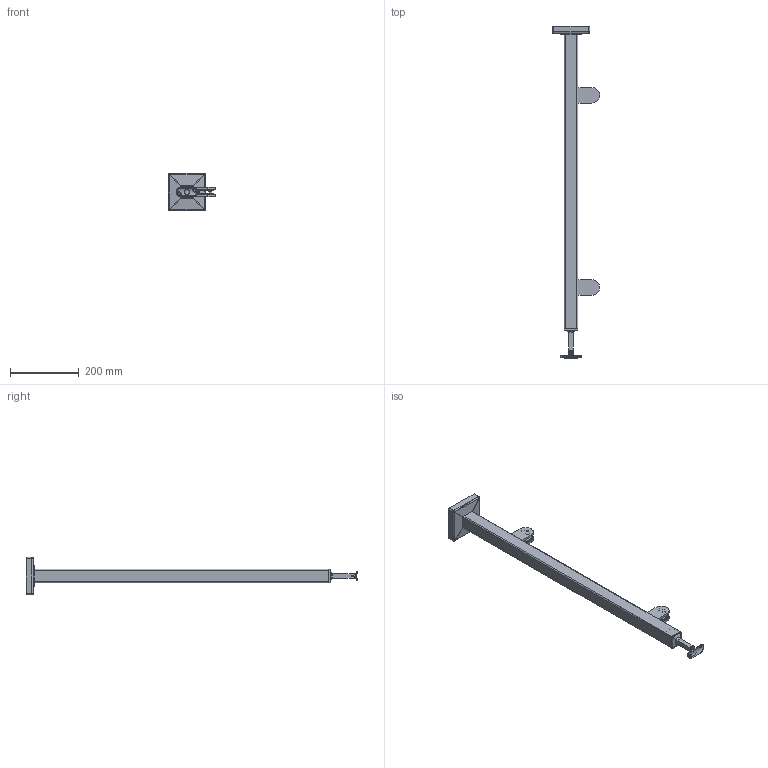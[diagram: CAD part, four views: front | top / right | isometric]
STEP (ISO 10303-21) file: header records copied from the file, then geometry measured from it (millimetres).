
FILE_DESCRIPTION (( 'STEP AP203' ), '1' );
FILE_NAME ('AJP-VR100-2GL.STEP', '2021-10-13T11:14:36', ( '' ), ( '' ), 'SwSTEP 2.0', 'SolidWorks 2019', '' );
FILE_SCHEMA (( 'CONFIG_CONTROL_DESIGN' ));
Length unit declared in the file: millimetre
Products named in the file (18): A-2200-000 P2_0; A19-22-008; A-2200-000; A-1800-242; A-2200-000 P1_0; A_4718_042_0; A-2200-000 P4_0; screw_iso_10642-m6x15-8_8-000_0; A-4511-040; A-2200-000-tesnenie; A-4940-040-ECO; A-4718-042; AJP-VR100-2GL; AJP-VR100-4G-TUBE; M6x10_0; A-2200-000 P3_0
Assembly tree (27 placements, depth 4):
  AJP-VR100-2GL
    A-4718-042
      M6x10_0
      A_4718_042_0
      A-1800-242
    A-2200-000-tesnenie
      A-2200-000
        screw_iso_10642-m6x15-8_8-000_0  x2
        A-2200-000 P4_0
        A-2200-000 P3_0
        A-2200-000 P2_0
        A-2200-000 P1_0
      A19-22-008  x2
    A-2200-000-tesnenie
      A-2200-000
        screw_iso_10642-m6x15-8_8-000_0  x2
        A-2200-000 P4_0
        A-2200-000 P3_0
        A-2200-000 P2_0
        A-2200-000 P1_0
      A19-22-008  x2
    AJP-VR100-4G-TUBE
    A-4940-040-ECO
    A-4511-040
Bounding box: 137 x 963.58 x 108 mm (x, y, z)
Volume: 449123.1 mm3; surface area: 399147.3 mm2
Topology: 22 solids, 22 shells, 1569 faces, 3873 edges, 2340 vertices
Faces by surface type: cylinder 654, plane 543, torus 168, bspline 86, sphere 72, cone 46
Entity records: 30123 total; most frequent: CARTESIAN_POINT 7425, DIRECTION 4403, ORIENTED_EDGE 4268, EDGE_CURVE 2134, AXIS2_PLACEMENT_3D 1621, VERTEX_POINT 1313, VECTOR 1161, LINE 1161
